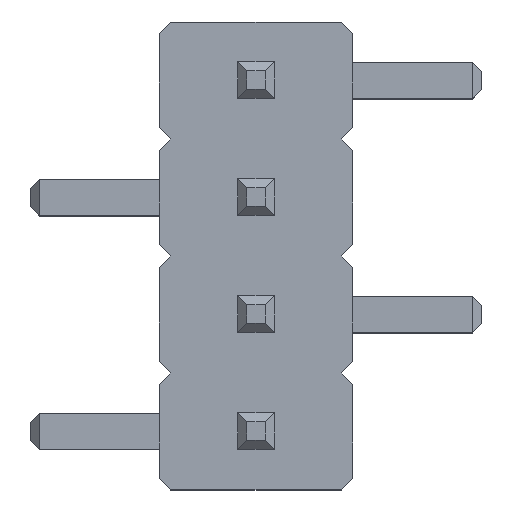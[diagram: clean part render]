
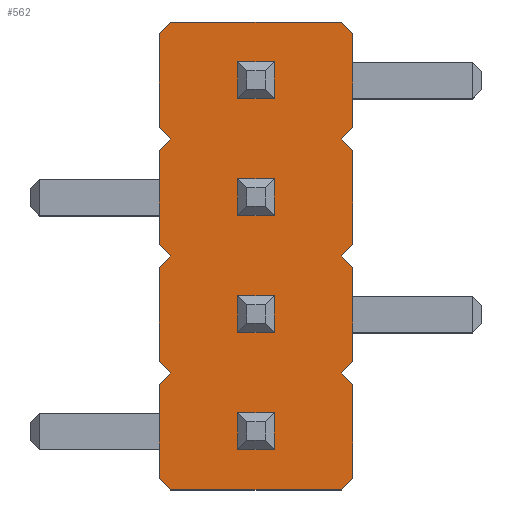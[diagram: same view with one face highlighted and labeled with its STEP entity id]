
A CAD part, top view. The second image highlights one B-rep face of the part: STEP entity #562.
In plain terms, the highlighted planar face has unit normal (0, 0, 1).
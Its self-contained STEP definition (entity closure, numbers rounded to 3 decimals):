
#24=VERTEX_POINT('',#25);
#25=CARTESIAN_POINT('',(-0.923,2.54,0.9));
#28=ORIENTED_EDGE('',*,*,#29,.T.);
#29=EDGE_CURVE('',#24,#30,#32,.T.);
#30=VERTEX_POINT('',#31);
#31=CARTESIAN_POINT('',(-1.05,2.413,0.9));
#32=LINE('',#25,#33);
#33=VECTOR('',#34,1.);
#34=DIRECTION('',(-0.707,-0.707,0.));
#45=DIRECTION('',(0.707,-0.707,0.));
#50=ORIENTED_EDGE('',*,*,#51,.T.);
#51=EDGE_CURVE('',#30,#52,#54,.T.);
#52=VERTEX_POINT('',#53);
#53=CARTESIAN_POINT('',(-1.05,1.397,0.9));
#54=LINE('',#31,#55);
#55=VECTOR('',#56,1.);
#56=DIRECTION('',(0.,-1.,0.));
#67=DIRECTION('',(1.,0.,0.));
#72=ORIENTED_EDGE('',*,*,#73,.T.);
#73=EDGE_CURVE('',#52,#74,#76,.T.);
#74=VERTEX_POINT('',#75);
#75=CARTESIAN_POINT('',(-0.923,1.27,0.9));
#76=LINE('',#53,#77);
#77=VECTOR('',#45,1.);
#88=DIRECTION('',(0.707,0.707,0.));
#93=ORIENTED_EDGE('',*,*,#94,.T.);
#94=EDGE_CURVE('',#74,#95,#97,.T.);
#95=VERTEX_POINT('',#96);
#96=CARTESIAN_POINT('',(-1.05,1.143,0.9));
#97=LINE('',#75,#33);
#112=ORIENTED_EDGE('',*,*,#113,.T.);
#113=EDGE_CURVE('',#95,#114,#116,.T.);
#114=VERTEX_POINT('',#115);
#115=CARTESIAN_POINT('',(-1.05,0.127,0.9));
#116=LINE('',#96,#55);
#131=ORIENTED_EDGE('',*,*,#132,.T.);
#132=EDGE_CURVE('',#114,#133,#135,.T.);
#133=VERTEX_POINT('',#134);
#134=CARTESIAN_POINT('',(-0.923,0.,0.9));
#135=LINE('',#115,#77);
#150=ORIENTED_EDGE('',*,*,#151,.T.);
#151=EDGE_CURVE('',#133,#152,#154,.T.);
#152=VERTEX_POINT('',#153);
#153=CARTESIAN_POINT('',(-1.05,-0.127,0.9));
#154=LINE('',#134,#33);
#169=ORIENTED_EDGE('',*,*,#170,.T.);
#170=EDGE_CURVE('',#152,#171,#173,.T.);
#171=VERTEX_POINT('',#172);
#172=CARTESIAN_POINT('',(-1.05,-1.143,0.9));
#173=LINE('',#153,#55);
#188=ORIENTED_EDGE('',*,*,#189,.T.);
#189=EDGE_CURVE('',#171,#190,#192,.T.);
#190=VERTEX_POINT('',#191);
#191=CARTESIAN_POINT('',(-0.923,-1.27,0.9));
#192=LINE('',#172,#77);
#207=ORIENTED_EDGE('',*,*,#208,.T.);
#208=EDGE_CURVE('',#190,#209,#211,.T.);
#209=VERTEX_POINT('',#210);
#210=CARTESIAN_POINT('',(-1.05,-1.397,0.9));
#211=LINE('',#191,#33);
#226=ORIENTED_EDGE('',*,*,#227,.T.);
#227=EDGE_CURVE('',#209,#228,#230,.T.);
#228=VERTEX_POINT('',#229);
#229=CARTESIAN_POINT('',(-1.05,-2.413,0.9));
#230=LINE('',#210,#55);
#245=ORIENTED_EDGE('',*,*,#246,.T.);
#246=EDGE_CURVE('',#228,#247,#249,.T.);
#247=VERTEX_POINT('',#248);
#248=CARTESIAN_POINT('',(-0.923,-2.54,0.9));
#249=LINE('',#229,#77);
#264=ORIENTED_EDGE('',*,*,#265,.T.);
#265=EDGE_CURVE('',#247,#266,#268,.T.);
#266=VERTEX_POINT('',#267);
#267=CARTESIAN_POINT('',(0.923,-2.54,0.9));
#268=LINE('',#248,#269);
#269=VECTOR('',#67,1.);
#280=DIRECTION('',(0.,1.,0.));
#285=ORIENTED_EDGE('',*,*,#286,.T.);
#286=EDGE_CURVE('',#266,#287,#289,.T.);
#287=VERTEX_POINT('',#288);
#288=CARTESIAN_POINT('',(1.05,-2.413,0.9));
#289=LINE('',#267,#290);
#290=VECTOR('',#88,1.);
#301=DIRECTION('',(-0.707,0.707,0.));
#306=ORIENTED_EDGE('',*,*,#307,.T.);
#307=EDGE_CURVE('',#287,#308,#310,.T.);
#308=VERTEX_POINT('',#309);
#309=CARTESIAN_POINT('',(1.05,-1.397,0.9));
#310=LINE('',#288,#311);
#311=VECTOR('',#280,1.);
#322=DIRECTION('',(-1.,0.,0.));
#327=ORIENTED_EDGE('',*,*,#328,.T.);
#328=EDGE_CURVE('',#308,#329,#331,.T.);
#329=VERTEX_POINT('',#330);
#330=CARTESIAN_POINT('',(0.923,-1.27,0.9));
#331=LINE('',#309,#332);
#332=VECTOR('',#301,1.);
#347=ORIENTED_EDGE('',*,*,#348,.T.);
#348=EDGE_CURVE('',#329,#349,#351,.T.);
#349=VERTEX_POINT('',#350);
#350=CARTESIAN_POINT('',(1.05,-1.143,0.9));
#351=LINE('',#330,#290);
#366=ORIENTED_EDGE('',*,*,#367,.T.);
#367=EDGE_CURVE('',#349,#368,#370,.T.);
#368=VERTEX_POINT('',#369);
#369=CARTESIAN_POINT('',(1.05,-0.127,0.9));
#370=LINE('',#350,#311);
#385=ORIENTED_EDGE('',*,*,#386,.T.);
#386=EDGE_CURVE('',#368,#387,#389,.T.);
#387=VERTEX_POINT('',#388);
#388=CARTESIAN_POINT('',(0.923,0.,0.9));
#389=LINE('',#369,#332);
#404=ORIENTED_EDGE('',*,*,#405,.T.);
#405=EDGE_CURVE('',#387,#406,#408,.T.);
#406=VERTEX_POINT('',#407);
#407=CARTESIAN_POINT('',(1.05,0.127,0.9));
#408=LINE('',#388,#290);
#423=ORIENTED_EDGE('',*,*,#424,.T.);
#424=EDGE_CURVE('',#406,#425,#427,.T.);
#425=VERTEX_POINT('',#426);
#426=CARTESIAN_POINT('',(1.05,1.143,0.9));
#427=LINE('',#407,#311);
#442=ORIENTED_EDGE('',*,*,#443,.T.);
#443=EDGE_CURVE('',#425,#444,#446,.T.);
#444=VERTEX_POINT('',#445);
#445=CARTESIAN_POINT('',(0.923,1.27,0.9));
#446=LINE('',#426,#332);
#461=ORIENTED_EDGE('',*,*,#462,.T.);
#462=EDGE_CURVE('',#444,#463,#465,.T.);
#463=VERTEX_POINT('',#464);
#464=CARTESIAN_POINT('',(1.05,1.397,0.9));
#465=LINE('',#445,#290);
#480=ORIENTED_EDGE('',*,*,#481,.T.);
#481=EDGE_CURVE('',#463,#482,#484,.T.);
#482=VERTEX_POINT('',#483);
#483=CARTESIAN_POINT('',(1.05,2.413,0.9));
#484=LINE('',#464,#311);
#499=ORIENTED_EDGE('',*,*,#500,.T.);
#500=EDGE_CURVE('',#482,#501,#503,.T.);
#501=VERTEX_POINT('',#502);
#502=CARTESIAN_POINT('',(0.923,2.54,0.9));
#503=LINE('',#483,#332);
#518=ORIENTED_EDGE('',*,*,#519,.T.);
#519=EDGE_CURVE('',#501,#24,#520,.T.);
#520=LINE('',#502,#521);
#521=VECTOR('',#322,1.);
#560=DIRECTION('',(0.,0.,1.));
#561=DIRECTION('',(0.,1.,0.));
#562=ADVANCED_FACE('',(#563),#565,.T.);
#563=FACE_BOUND('',#564,.T.);
#564=EDGE_LOOP('',(#28,#50,#72,#93,#112,#131,#150,#169,#188,#207,#226,#245,#264,#285,#306,#327,#347,#366,#385,#404,#423,#442,#461,#480,#499,#518));
#565=PLANE('',#566);
#566=AXIS2_PLACEMENT_3D('',#567,#560,#561);
#567=CARTESIAN_POINT('',(0.,0.,0.9));
